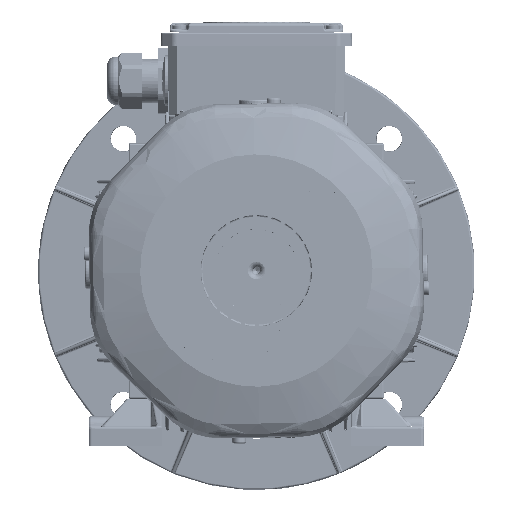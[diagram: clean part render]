
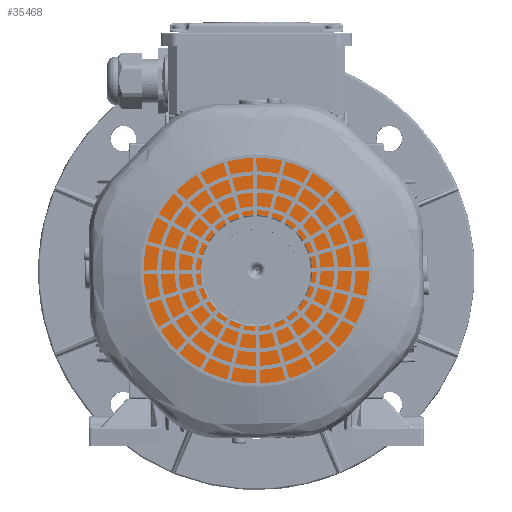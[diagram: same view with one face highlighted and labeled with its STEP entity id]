
A CAD part, top view. The second image highlights one B-rep face of the part: STEP entity #35468.
In plain terms, the highlighted planar face has unit normal (0, 0, 1).
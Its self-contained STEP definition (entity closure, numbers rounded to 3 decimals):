
#14672=FACE_BOUND('',#49201,.T.);
#14673=FACE_BOUND('',#49202,.T.);
#35468=ADVANCED_FACE('',(#14672,#14673),#37156,.T.);
#37156=PLANE('',#126211);
#49201=EDGE_LOOP('',(#77577));
#49202=EDGE_LOOP('',(#77578));
#77577=ORIENTED_EDGE('',*,*,#109908,.T.);
#77578=ORIENTED_EDGE('',*,*,#109912,.T.);
#91509=VERTEX_POINT('',#238582);
#91513=VERTEX_POINT('',#238592);
#109908=EDGE_CURVE('',#91509,#91509,#116502,.T.);
#109912=EDGE_CURVE('',#91513,#91513,#116506,.T.);
#116502=CIRCLE('',#126204,31.93);
#116506=CIRCLE('',#126210,75.5);
#126204=AXIS2_PLACEMENT_3D('',#238581,#150453,#150454);
#126210=AXIS2_PLACEMENT_3D('',#238591,#150465,#150466);
#126211=AXIS2_PLACEMENT_3D('',#238593,#150467,#150468);
#150453=DIRECTION('',(0.,0.,-1.));
#150454=DIRECTION('',(1.,0.,0.));
#150465=DIRECTION('',(0.,0.,1.));
#150466=DIRECTION('',(1.,0.,0.));
#150467=DIRECTION('',(0.,0.,1.));
#150468=DIRECTION('',(1.,0.,0.));
#238581=CARTESIAN_POINT('',(0.,0.,341.85));
#238582=CARTESIAN_POINT('',(31.93,0.,341.85));
#238591=CARTESIAN_POINT('',(0.,0.,341.85));
#238592=CARTESIAN_POINT('',(75.5,0.,341.85));
#238593=CARTESIAN_POINT('',(0.,0.,341.85));
